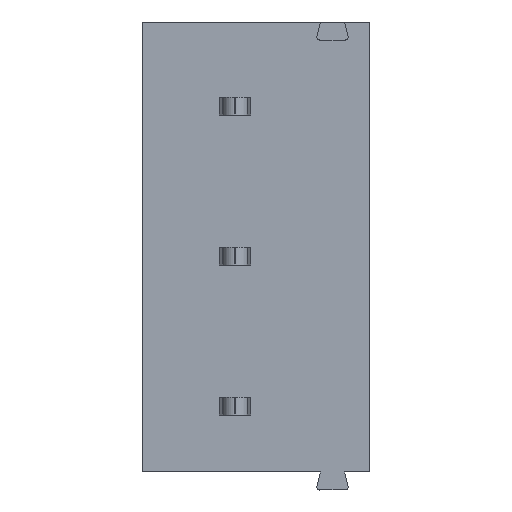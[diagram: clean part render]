
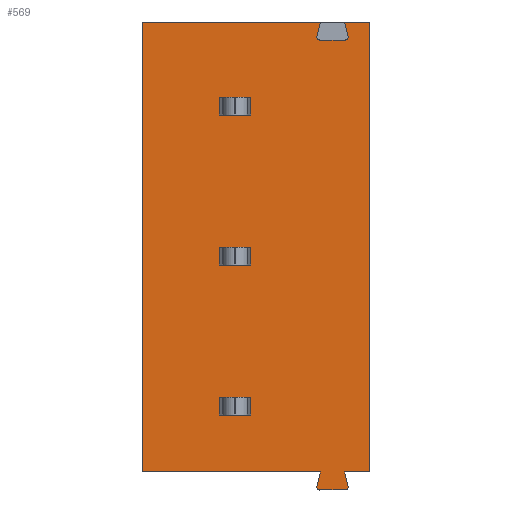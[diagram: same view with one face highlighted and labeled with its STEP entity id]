
A CAD part, front view. The second image highlights one B-rep face of the part: STEP entity #569.
In plain terms, the highlighted planar face has unit normal (0, -1, 0).
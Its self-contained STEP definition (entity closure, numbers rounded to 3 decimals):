
#569=ADVANCED_FACE('',(#1420,#1421,#1422,#1423),#976,.F.);
#976=PLANE('',#8073);
#1343=CIRCLE('',#8069,0.1);
#1344=CIRCLE('',#8070,0.1);
#1345=CIRCLE('',#8071,0.1);
#1346=CIRCLE('',#8072,0.1);
#1420=FACE_BOUND('',#1480,.T.);
#1421=FACE_BOUND('',#1481,.T.);
#1422=FACE_BOUND('',#1482,.T.);
#1423=FACE_BOUND('',#1483,.T.);
#1480=EDGE_LOOP('',(#1924,#1925,#1926,#1927));
#1481=EDGE_LOOP('',(#1928,#1929,#1930,#1931,#1932,#1933,#1934,#1935,#1936,
#1937,#1938,#1939,#1940,#1941,#1942,#1943));
#1482=EDGE_LOOP('',(#1944,#1945,#1946,#1947));
#1483=EDGE_LOOP('',(#1948,#1949,#1950,#1951));
#1924=ORIENTED_EDGE('',*,*,#4922,.F.);
#1925=ORIENTED_EDGE('',*,*,#4923,.F.);
#1926=ORIENTED_EDGE('',*,*,#4924,.T.);
#1927=ORIENTED_EDGE('',*,*,#4925,.T.);
#1928=ORIENTED_EDGE('',*,*,#4926,.F.);
#1929=ORIENTED_EDGE('',*,*,#4927,.F.);
#1930=ORIENTED_EDGE('',*,*,#4928,.T.);
#1931=ORIENTED_EDGE('',*,*,#4929,.T.);
#1932=ORIENTED_EDGE('',*,*,#4930,.T.);
#1933=ORIENTED_EDGE('',*,*,#4931,.T.);
#1934=ORIENTED_EDGE('',*,*,#4932,.T.);
#1935=ORIENTED_EDGE('',*,*,#4933,.F.);
#1936=ORIENTED_EDGE('',*,*,#4934,.T.);
#1937=ORIENTED_EDGE('',*,*,#4935,.T.);
#1938=ORIENTED_EDGE('',*,*,#4936,.F.);
#1939=ORIENTED_EDGE('',*,*,#4937,.F.);
#1940=ORIENTED_EDGE('',*,*,#4938,.F.);
#1941=ORIENTED_EDGE('',*,*,#4939,.F.);
#1942=ORIENTED_EDGE('',*,*,#4940,.F.);
#1943=ORIENTED_EDGE('',*,*,#4941,.T.);
#1944=ORIENTED_EDGE('',*,*,#4942,.F.);
#1945=ORIENTED_EDGE('',*,*,#4943,.F.);
#1946=ORIENTED_EDGE('',*,*,#4944,.T.);
#1947=ORIENTED_EDGE('',*,*,#4945,.T.);
#1948=ORIENTED_EDGE('',*,*,#4946,.F.);
#1949=ORIENTED_EDGE('',*,*,#4947,.F.);
#1950=ORIENTED_EDGE('',*,*,#4948,.T.);
#1951=ORIENTED_EDGE('',*,*,#4949,.T.);
#4168=VERTEX_POINT('',#10546);
#4169=VERTEX_POINT('',#10547);
#4170=VERTEX_POINT('',#10549);
#4171=VERTEX_POINT('',#10551);
#4172=VERTEX_POINT('',#10554);
#4173=VERTEX_POINT('',#10555);
#4174=VERTEX_POINT('',#10557);
#4175=VERTEX_POINT('',#10559);
#4176=VERTEX_POINT('',#10561);
#4177=VERTEX_POINT('',#10563);
#4178=VERTEX_POINT('',#10565);
#4179=VERTEX_POINT('',#10567);
#4180=VERTEX_POINT('',#10569);
#4181=VERTEX_POINT('',#10571);
#4182=VERTEX_POINT('',#10573);
#4183=VERTEX_POINT('',#10575);
#4184=VERTEX_POINT('',#10577);
#4185=VERTEX_POINT('',#10579);
#4186=VERTEX_POINT('',#10581);
#4187=VERTEX_POINT('',#10583);
#4188=VERTEX_POINT('',#10586);
#4189=VERTEX_POINT('',#10587);
#4190=VERTEX_POINT('',#10589);
#4191=VERTEX_POINT('',#10591);
#4192=VERTEX_POINT('',#10594);
#4193=VERTEX_POINT('',#10595);
#4194=VERTEX_POINT('',#10597);
#4195=VERTEX_POINT('',#10599);
#4922=EDGE_CURVE('',#4168,#4169,#6044,.T.);
#4923=EDGE_CURVE('',#4170,#4168,#6045,.T.);
#4924=EDGE_CURVE('',#4170,#4171,#6046,.T.);
#4925=EDGE_CURVE('',#4171,#4169,#6047,.T.);
#4926=EDGE_CURVE('',#4172,#4173,#6048,.T.);
#4927=EDGE_CURVE('',#4174,#4172,#6049,.T.);
#4928=EDGE_CURVE('',#4174,#4175,#6050,.T.);
#4929=EDGE_CURVE('',#4175,#4176,#1343,.T.);
#4930=EDGE_CURVE('',#4176,#4177,#6051,.T.);
#4931=EDGE_CURVE('',#4177,#4178,#1344,.T.);
#4932=EDGE_CURVE('',#4178,#4179,#6052,.T.);
#4933=EDGE_CURVE('',#4180,#4179,#6053,.T.);
#4934=EDGE_CURVE('',#4180,#4181,#6054,.T.);
#4935=EDGE_CURVE('',#4181,#4182,#6055,.T.);
#4936=EDGE_CURVE('',#4183,#4182,#6056,.T.);
#4937=EDGE_CURVE('',#4184,#4183,#1345,.T.);
#4938=EDGE_CURVE('',#4185,#4184,#6057,.T.);
#4939=EDGE_CURVE('',#4186,#4185,#1346,.T.);
#4940=EDGE_CURVE('',#4187,#4186,#6058,.T.);
#4941=EDGE_CURVE('',#4187,#4173,#6059,.T.);
#4942=EDGE_CURVE('',#4188,#4189,#6060,.T.);
#4943=EDGE_CURVE('',#4190,#4188,#6061,.T.);
#4944=EDGE_CURVE('',#4190,#4191,#6062,.T.);
#4945=EDGE_CURVE('',#4191,#4189,#6063,.T.);
#4946=EDGE_CURVE('',#4192,#4193,#6064,.T.);
#4947=EDGE_CURVE('',#4194,#4192,#6065,.T.);
#4948=EDGE_CURVE('',#4194,#4195,#6066,.T.);
#4949=EDGE_CURVE('',#4195,#4193,#6067,.T.);
#6044=LINE('',#10545,#7056);
#6045=LINE('',#10548,#7057);
#6046=LINE('',#10550,#7058);
#6047=LINE('',#10552,#7059);
#6048=LINE('',#10553,#7060);
#6049=LINE('',#10556,#7061);
#6050=LINE('',#10558,#7062);
#6051=LINE('',#10562,#7063);
#6052=LINE('',#10566,#7064);
#6053=LINE('',#10568,#7065);
#6054=LINE('',#10570,#7066);
#6055=LINE('',#10572,#7067);
#6056=LINE('',#10574,#7068);
#6057=LINE('',#10578,#7069);
#6058=LINE('',#10582,#7070);
#6059=LINE('',#10584,#7071);
#6060=LINE('',#10585,#7072);
#6061=LINE('',#10588,#7073);
#6062=LINE('',#10590,#7074);
#6063=LINE('',#10592,#7075);
#6064=LINE('',#10593,#7076);
#6065=LINE('',#10596,#7077);
#6066=LINE('',#10598,#7078);
#6067=LINE('',#10600,#7079);
#7056=VECTOR('',#8558,1.);
#7057=VECTOR('',#8559,1.);
#7058=VECTOR('',#8560,1.);
#7059=VECTOR('',#8561,1.);
#7060=VECTOR('',#8562,1.);
#7061=VECTOR('',#8563,1.);
#7062=VECTOR('',#8564,1.);
#7063=VECTOR('',#8567,1.);
#7064=VECTOR('',#8570,1.);
#7065=VECTOR('',#8571,1.);
#7066=VECTOR('',#8572,1.);
#7067=VECTOR('',#8573,1.);
#7068=VECTOR('',#8574,1.);
#7069=VECTOR('',#8577,1.);
#7070=VECTOR('',#8580,1.);
#7071=VECTOR('',#8581,1.);
#7072=VECTOR('',#8582,1.);
#7073=VECTOR('',#8583,1.);
#7074=VECTOR('',#8584,1.);
#7075=VECTOR('',#8585,1.);
#7076=VECTOR('',#8586,1.);
#7077=VECTOR('',#8587,1.);
#7078=VECTOR('',#8588,1.);
#7079=VECTOR('',#8589,1.);
#8069=AXIS2_PLACEMENT_3D('',#10560,#8565,#8566);
#8070=AXIS2_PLACEMENT_3D('',#10564,#8568,#8569);
#8071=AXIS2_PLACEMENT_3D('',#10576,#8575,#8576);
#8072=AXIS2_PLACEMENT_3D('',#10580,#8578,#8579);
#8073=AXIS2_PLACEMENT_3D('',#10601,#8590,#8591);
#8558=DIRECTION('',(-1.,0.,0.));
#8559=DIRECTION('',(0.,0.,1.));
#8560=DIRECTION('',(-1.,0.,0.));
#8561=DIRECTION('',(0.,0.,1.));
#8562=DIRECTION('',(0.,0.,1.));
#8563=DIRECTION('',(-1.,0.,0.));
#8564=DIRECTION('',(-0.243,0.,-0.97));
#8565=DIRECTION('',(0.,-1.,0.));
#8566=DIRECTION('',(1.,0.,0.));
#8567=DIRECTION('',(1.,0.,0.));
#8568=DIRECTION('',(0.,-1.,0.));
#8569=DIRECTION('',(1.,0.,0.));
#8570=DIRECTION('',(-0.243,0.,0.97));
#8571=DIRECTION('',(-1.,0.,0.));
#8572=DIRECTION('',(0.,0.,1.));
#8573=DIRECTION('',(-1.,0.,0.));
#8574=DIRECTION('',(-0.243,0.,0.97));
#8575=DIRECTION('',(0.,-1.,0.));
#8576=DIRECTION('',(1.,0.,0.));
#8577=DIRECTION('',(1.,0.,0.));
#8578=DIRECTION('',(0.,-1.,0.));
#8579=DIRECTION('',(1.,0.,0.));
#8580=DIRECTION('',(-0.243,0.,-0.97));
#8581=DIRECTION('',(-1.,0.,0.));
#8582=DIRECTION('',(-1.,0.,0.));
#8583=DIRECTION('',(0.,0.,1.));
#8584=DIRECTION('',(-1.,0.,0.));
#8585=DIRECTION('',(0.,0.,1.));
#8586=DIRECTION('',(-1.,0.,0.));
#8587=DIRECTION('',(0.,0.,1.));
#8588=DIRECTION('',(-1.,0.,0.));
#8589=DIRECTION('',(0.,0.,1.));
#8590=DIRECTION('',(0.,1.,0.));
#8591=DIRECTION('',(0.,0.,-1.));
#10545=CARTESIAN_POINT('',(662.555,-786.95,2.5));
#10546=CARTESIAN_POINT('',(662.555,-786.95,2.5));
#10547=CARTESIAN_POINT('',(661.521,-786.95,2.5));
#10548=CARTESIAN_POINT('',(662.555,-786.95,1.9));
#10549=CARTESIAN_POINT('',(662.555,-786.95,1.9));
#10550=CARTESIAN_POINT('',(662.555,-786.95,1.9));
#10551=CARTESIAN_POINT('',(661.521,-786.95,1.9));
#10552=CARTESIAN_POINT('',(661.521,-786.95,1.9));
#10553=CARTESIAN_POINT('',(658.938,-786.95,-5.));
#10554=CARTESIAN_POINT('',(658.938,-786.95,-10.));
#10555=CARTESIAN_POINT('',(658.938,-786.95,5.));
#10556=CARTESIAN_POINT('',(666.538,-786.95,-10.));
#10557=CARTESIAN_POINT('',(664.888,-786.95,-10.));
#10558=CARTESIAN_POINT('',(664.828,-786.95,-10.238));
#10559=CARTESIAN_POINT('',(664.769,-786.95,-10.476));
#10560=CARTESIAN_POINT('',(664.866,-786.95,-10.5));
#10561=CARTESIAN_POINT('',(664.866,-786.95,-10.6));
#10562=CARTESIAN_POINT('',(665.288,-786.95,-10.6));
#10563=CARTESIAN_POINT('',(665.71,-786.95,-10.6));
#10564=CARTESIAN_POINT('',(665.71,-786.95,-10.5));
#10565=CARTESIAN_POINT('',(665.807,-786.95,-10.476));
#10566=CARTESIAN_POINT('',(665.747,-786.95,-10.238));
#10567=CARTESIAN_POINT('',(665.688,-786.95,-10.));
#10568=CARTESIAN_POINT('',(666.538,-786.95,-10.));
#10569=CARTESIAN_POINT('',(666.538,-786.95,-10.));
#10570=CARTESIAN_POINT('',(666.538,-786.95,-10.));
#10571=CARTESIAN_POINT('',(666.538,-786.95,5.));
#10572=CARTESIAN_POINT('',(666.538,-786.95,5.));
#10573=CARTESIAN_POINT('',(665.688,-786.95,5.));
#10574=CARTESIAN_POINT('',(665.747,-786.95,4.762));
#10575=CARTESIAN_POINT('',(665.807,-786.95,4.524));
#10576=CARTESIAN_POINT('',(665.71,-786.95,4.5));
#10577=CARTESIAN_POINT('',(665.71,-786.95,4.4));
#10578=CARTESIAN_POINT('',(665.288,-786.95,4.4));
#10579=CARTESIAN_POINT('',(664.866,-786.95,4.4));
#10580=CARTESIAN_POINT('',(664.866,-786.95,4.5));
#10581=CARTESIAN_POINT('',(664.769,-786.95,4.524));
#10582=CARTESIAN_POINT('',(664.828,-786.95,4.762));
#10583=CARTESIAN_POINT('',(664.888,-786.95,5.));
#10584=CARTESIAN_POINT('',(666.538,-786.95,5.));
#10585=CARTESIAN_POINT('',(662.555,-786.95,-2.5));
#10586=CARTESIAN_POINT('',(662.555,-786.95,-2.5));
#10587=CARTESIAN_POINT('',(661.521,-786.95,-2.5));
#10588=CARTESIAN_POINT('',(662.555,-786.95,-3.1));
#10589=CARTESIAN_POINT('',(662.555,-786.95,-3.1));
#10590=CARTESIAN_POINT('',(662.555,-786.95,-3.1));
#10591=CARTESIAN_POINT('',(661.521,-786.95,-3.1));
#10592=CARTESIAN_POINT('',(661.521,-786.95,-3.1));
#10593=CARTESIAN_POINT('',(662.555,-786.95,-7.5));
#10594=CARTESIAN_POINT('',(662.555,-786.95,-7.5));
#10595=CARTESIAN_POINT('',(661.521,-786.95,-7.5));
#10596=CARTESIAN_POINT('',(662.555,-786.95,-8.1));
#10597=CARTESIAN_POINT('',(662.555,-786.95,-8.1));
#10598=CARTESIAN_POINT('',(662.555,-786.95,-8.1));
#10599=CARTESIAN_POINT('',(661.521,-786.95,-8.1));
#10600=CARTESIAN_POINT('',(661.521,-786.95,-8.1));
#10601=CARTESIAN_POINT('',(666.538,-786.95,-10.));
